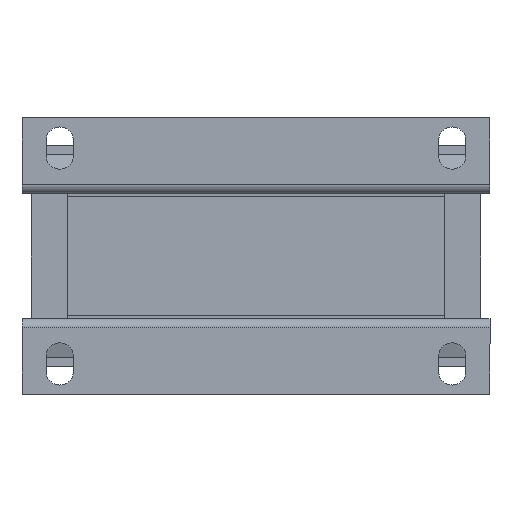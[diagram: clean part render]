
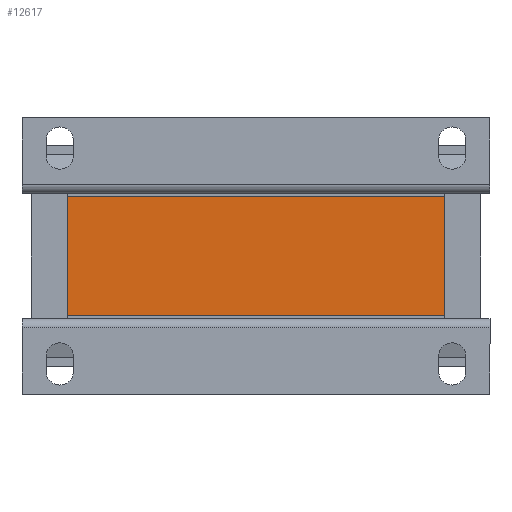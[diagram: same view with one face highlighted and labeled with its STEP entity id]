
A CAD part, front view. The second image highlights one B-rep face of the part: STEP entity #12617.
In plain terms, the highlighted planar face has unit normal (0, -1, 0).
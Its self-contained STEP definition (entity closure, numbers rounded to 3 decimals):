
#136 = VERTEX_POINT ( 'NONE', #2447 ) ;
#663 = DIRECTION ( 'NONE',  ( 0., 1., 0. ) ) ;
#1112 = ORIENTED_EDGE ( 'NONE', *, *, #8310, .F. ) ;
#1391 = CARTESIAN_POINT ( 'NONE',  ( -62.5, -64.15, -19.75 ) ) ;
#1598 = ORIENTED_EDGE ( 'NONE', *, *, #16686, .T. ) ;
#2147 = EDGE_CURVE ( 'NONE', #13830, #7232, #5748, .T. ) ;
#2428 = VECTOR ( 'NONE', #12496, 1000. ) ;
#2447 = CARTESIAN_POINT ( 'NONE',  ( 62.5, -64.15, -19.75 ) ) ;
#2477 = CARTESIAN_POINT ( 'NONE',  ( 62.5, -64.15, 19.75 ) ) ;
#2600 = VERTEX_POINT ( 'NONE', #2477 ) ;
#2742 = ORIENTED_EDGE ( 'NONE', *, *, #5465, .F. ) ;
#3437 = DIRECTION ( 'NONE',  ( 0., 0., 1. ) ) ;
#4655 = PLANE ( 'NONE',  #12703 ) ;
#5465 = EDGE_CURVE ( 'NONE', #13830, #2600, #13960, .T. ) ;
#5748 = LINE ( 'NONE', #5832, #9454 ) ;
#5832 = CARTESIAN_POINT ( 'NONE',  ( -62.5, -64.15, 19.75 ) ) ;
#7232 = VERTEX_POINT ( 'NONE', #1391 ) ;
#8310 = EDGE_CURVE ( 'NONE', #2600, #136, #11224, .T. ) ;
#9087 = CARTESIAN_POINT ( 'NONE',  ( -62.5, -64.15, 19.75 ) ) ;
#9279 = CARTESIAN_POINT ( 'NONE',  ( -62.5, -64.15, 19.75 ) ) ;
#9454 = VECTOR ( 'NONE', #11572, 1000. ) ;
#10485 = FACE_OUTER_BOUND ( 'NONE', #17562, .T. ) ;
#11224 = LINE ( 'NONE', #18241, #13215 ) ;
#11301 = LINE ( 'NONE', #14054, #2428 ) ;
#11324 = DIRECTION ( 'NONE',  ( 0., 0., -1. ) ) ;
#11572 = DIRECTION ( 'NONE',  ( 0., 0., -1. ) ) ;
#12488 = CARTESIAN_POINT ( 'NONE',  ( -62.5, -64.15, 19.75 ) ) ;
#12496 = DIRECTION ( 'NONE',  ( 1., 0., 0. ) ) ;
#12617 = ADVANCED_FACE ( 'NONE', ( #10485 ), #4655, .F. ) ;
#12703 = AXIS2_PLACEMENT_3D ( 'NONE', #9087, #663, #3437 ) ;
#13215 = VECTOR ( 'NONE', #11324, 1000. ) ;
#13830 = VERTEX_POINT ( 'NONE', #9279 ) ;
#13960 = LINE ( 'NONE', #12488, #17770 ) ;
#14054 = CARTESIAN_POINT ( 'NONE',  ( -62.5, -64.15, -19.75 ) ) ;
#16057 = ORIENTED_EDGE ( 'NONE', *, *, #2147, .T. ) ;
#16686 = EDGE_CURVE ( 'NONE', #7232, #136, #11301, .T. ) ;
#17562 = EDGE_LOOP ( 'NONE', ( #1598, #1112, #2742, #16057 ) ) ;
#17770 = VECTOR ( 'NONE', #18123, 1000. ) ;
#18123 = DIRECTION ( 'NONE',  ( 1., 0., 0. ) ) ;
#18241 = CARTESIAN_POINT ( 'NONE',  ( 62.5, -64.15, 19.75 ) ) ;
